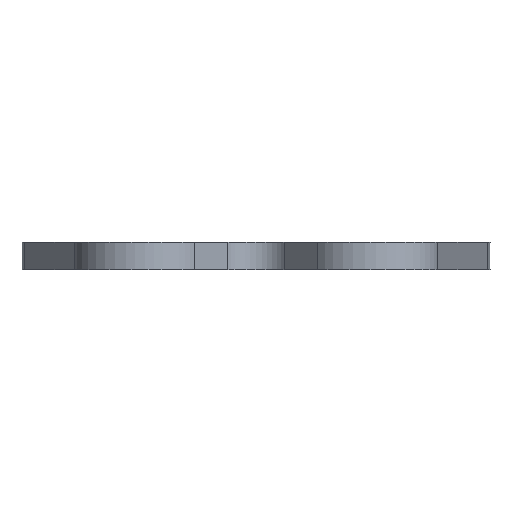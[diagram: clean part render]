
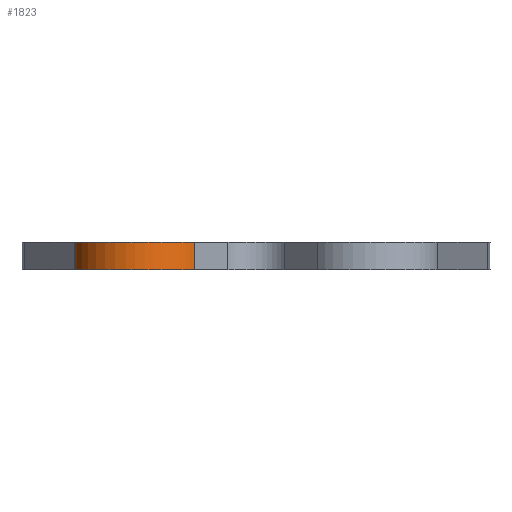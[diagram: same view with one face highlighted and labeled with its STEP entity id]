
A CAD part, left-side view. The second image highlights one B-rep face of the part: STEP entity #1823.
In plain terms, the highlighted free-form (B-spline) face has degree [2, 1] with [3, 2] control points.
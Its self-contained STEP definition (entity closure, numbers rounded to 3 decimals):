
#1162 = VERTEX_POINT('',#1163);
#1163 = CARTESIAN_POINT('',(-24.596,4.996,
    2.211));
#1269 = VERTEX_POINT('',#1270);
#1270 = CARTESIAN_POINT('',(-22.189,14.863,
    2.211));
#1275 = EDGE_CURVE('',#1269,#1162,#1276,.T.);
#1276 = ( BOUNDED_CURVE() B_SPLINE_CURVE(2,(#1277,#1278,#1279),
.UNSPECIFIED.,.F.,.F.) B_SPLINE_CURVE_WITH_KNOTS((3,3),(0.,
2.259),.PIECEWISE_BEZIER_KNOTS.) CURVE() 
GEOMETRIC_REPRESENTATION_ITEM() RATIONAL_B_SPLINE_CURVE((1.,
0.427,1.)) REPRESENTATION_ITEM('') );
#1277 = CARTESIAN_POINT('',(-22.189,14.863,
    2.211));
#1278 = CARTESIAN_POINT('',(-33.835,12.477,
    2.211));
#1279 = CARTESIAN_POINT('',(-24.596,4.996,
    2.211));
#1397 = VERTEX_POINT('',#1398);
#1398 = CARTESIAN_POINT('',(-24.596,4.996,
    0.));
#1405 = EDGE_CURVE('',#1406,#1397,#1408,.T.);
#1406 = VERTEX_POINT('',#1407);
#1407 = CARTESIAN_POINT('',(-22.189,14.863,
    0.));
#1408 = ( BOUNDED_CURVE() B_SPLINE_CURVE(2,(#1409,#1410,#1411),
.UNSPECIFIED.,.F.,.F.) B_SPLINE_CURVE_WITH_KNOTS((3,3),(0.,
2.259),.PIECEWISE_BEZIER_KNOTS.) CURVE() 
GEOMETRIC_REPRESENTATION_ITEM() RATIONAL_B_SPLINE_CURVE((1.,
0.427,1.)) REPRESENTATION_ITEM('') );
#1409 = CARTESIAN_POINT('',(-22.189,14.863,
    0.));
#1410 = CARTESIAN_POINT('',(-33.835,12.477,
    0.));
#1411 = CARTESIAN_POINT('',(-24.596,4.996,
    0.));
#1823 = ADVANCED_FACE('',(#1824),#1838,.T.);
#1824 = FACE_BOUND('',#1825,.T.);
#1825 = EDGE_LOOP('',(#1826,#1827,#1832,#1833));
#1826 = ORIENTED_EDGE('',*,*,#1405,.T.);
#1827 = ORIENTED_EDGE('',*,*,#1828,.T.);
#1828 = EDGE_CURVE('',#1397,#1162,#1829,.T.);
#1829 = B_SPLINE_CURVE_WITH_KNOTS('',1,(#1830,#1831),.UNSPECIFIED.,.F.,
  .F.,(2,2),(0.,1.5),.PIECEWISE_BEZIER_KNOTS.);
#1830 = CARTESIAN_POINT('',(-24.596,4.996,
    0.));
#1831 = CARTESIAN_POINT('',(-24.596,4.996,
    2.211));
#1832 = ORIENTED_EDGE('',*,*,#1275,.F.);
#1833 = ORIENTED_EDGE('',*,*,#1834,.F.);
#1834 = EDGE_CURVE('',#1406,#1269,#1835,.T.);
#1835 = B_SPLINE_CURVE_WITH_KNOTS('',1,(#1836,#1837),.UNSPECIFIED.,.F.,
  .F.,(2,2),(0.,1.5),.PIECEWISE_BEZIER_KNOTS.);
#1836 = CARTESIAN_POINT('',(-22.189,14.863,
    0.));
#1837 = CARTESIAN_POINT('',(-22.189,14.863,
    2.211));
#1838 = ( BOUNDED_SURFACE() B_SPLINE_SURFACE(2,1,(
    (#1839,#1840)
    ,(#1841,#1842)
    ,(#1843,#1844
)),.UNSPECIFIED.,.F.,.F.,.F.) B_SPLINE_SURFACE_WITH_KNOTS((3,3),(2,2),(
    0.,2.259),(0.,1.5),
.PIECEWISE_BEZIER_KNOTS.) GEOMETRIC_REPRESENTATION_ITEM() 
RATIONAL_B_SPLINE_SURFACE((
    (1.,1.)
    ,(0.427,0.427)
,(1.,1.))) REPRESENTATION_ITEM('') SURFACE() );
#1839 = CARTESIAN_POINT('',(-22.189,14.863,
    0.));
#1840 = CARTESIAN_POINT('',(-22.189,14.863,
    2.211));
#1841 = CARTESIAN_POINT('',(-33.835,12.477,
    0.));
#1842 = CARTESIAN_POINT('',(-33.835,12.477,
    2.211));
#1843 = CARTESIAN_POINT('',(-24.596,4.996,
    0.));
#1844 = CARTESIAN_POINT('',(-24.596,4.996,
    2.211));
